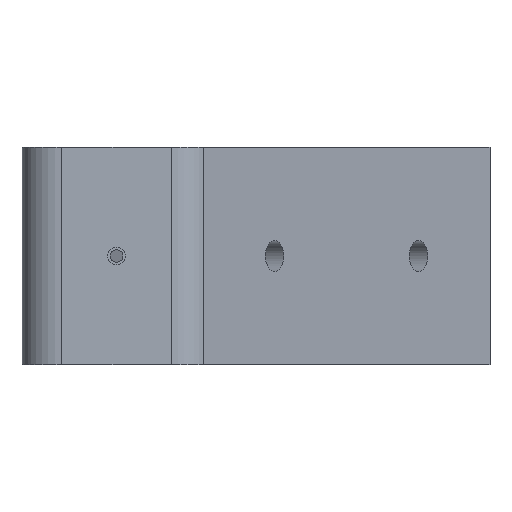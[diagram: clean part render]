
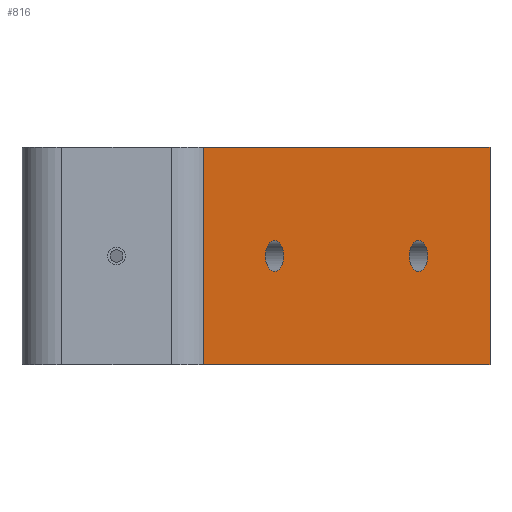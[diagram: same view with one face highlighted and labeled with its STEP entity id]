
A CAD part, front view. The second image highlights one B-rep face of the part: STEP entity #816.
In plain terms, the highlighted planar face has unit normal (0.798, -0.603, 0).
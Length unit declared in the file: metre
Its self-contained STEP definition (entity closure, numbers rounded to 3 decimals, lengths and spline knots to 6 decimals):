
#19=LINE('',#1260,#77);
#37=LINE('',#1313,#95);
#38=LINE('',#1315,#96);
#39=LINE('',#1317,#97);
#77=VECTOR('',#1009,1.);
#95=VECTOR('',#1049,1.);
#96=VECTOR('',#1050,1.);
#97=VECTOR('',#1051,1.);
#137=PLANE('',#895);
#198=ORIENTED_EDGE('',*,*,#412,.F.);
#199=ORIENTED_EDGE('',*,*,#413,.F.);
#200=ORIENTED_EDGE('',*,*,#414,.T.);
#201=ORIENTED_EDGE('',*,*,#415,.T.);
#202=ORIENTED_EDGE('',*,*,#416,.F.);
#203=ORIENTED_EDGE('',*,*,#389,.F.);
#389=EDGE_CURVE('',#498,#499,#19,.T.);
#412=EDGE_CURVE('',#521,#521,#583,.T.);
#413=EDGE_CURVE('',#522,#522,#584,.T.);
#414=EDGE_CURVE('',#498,#523,#37,.T.);
#415=EDGE_CURVE('',#523,#524,#38,.T.);
#416=EDGE_CURVE('',#499,#524,#39,.T.);
#498=VERTEX_POINT('',#1259);
#499=VERTEX_POINT('',#1261);
#521=VERTEX_POINT('',#1310);
#522=VERTEX_POINT('',#1312);
#523=VERTEX_POINT('',#1314);
#524=VERTEX_POINT('',#1316);
#583=CIRCLE('',#896,0.003875);
#584=CIRCLE('',#897,0.003875);
#634=EDGE_LOOP('',(#198));
#635=EDGE_LOOP('',(#199));
#636=EDGE_LOOP('',(#200,#201,#202,#203));
#719=FACE_BOUND('',#634,.T.);
#720=FACE_BOUND('',#635,.T.);
#721=FACE_BOUND('',#636,.T.);
#816=ADVANCED_FACE('',(#719,#720,#721),#137,.T.);
#895=AXIS2_PLACEMENT_3D('',#1308,#1043,#1044);
#896=AXIS2_PLACEMENT_3D('',#1309,#1045,#1046);
#897=AXIS2_PLACEMENT_3D('',#1311,#1047,#1048);
#1009=DIRECTION('',(0.,0.,-1.));
#1043=DIRECTION('',(0.798,-0.603,0.));
#1044=DIRECTION('',(0.603,0.798,0.));
#1045=DIRECTION('',(0.798,-0.603,0.));
#1046=DIRECTION('',(0.603,0.798,0.));
#1047=DIRECTION('',(0.798,-0.603,0.));
#1048=DIRECTION('',(0.603,0.798,0.));
#1049=DIRECTION('',(-0.603,-0.798,0.));
#1050=DIRECTION('',(0.,0.,-1.));
#1051=DIRECTION('',(-0.603,-0.798,0.));
#1259=CARTESIAN_POINT('',(-0.06,-0.2725,0.055));
#1260=CARTESIAN_POINT('',(-0.06,-0.2725,0.055002));
#1261=CARTESIAN_POINT('',(-0.06,-0.2725,0.));
#1308=CARTESIAN_POINT('',(-0.097768,-0.3225,0.055002));
#1309=CARTESIAN_POINT('',(-0.114453,-0.344589,0.0275));
#1310=CARTESIAN_POINT('',(-0.112117,-0.341497,0.0275));
#1311=CARTESIAN_POINT('',(-0.078082,-0.296438,0.0275));
#1312=CARTESIAN_POINT('',(-0.075746,-0.293346,0.0275));
#1313=CARTESIAN_POINT('',(-0.097768,-0.3225,0.055));
#1314=CARTESIAN_POINT('',(-0.132535,-0.368527,0.055));
#1315=CARTESIAN_POINT('',(-0.132535,-0.368527,0.055002));
#1316=CARTESIAN_POINT('',(-0.132535,-0.368527,0.));
#1317=CARTESIAN_POINT('',(-0.097768,-0.3225,0.));
